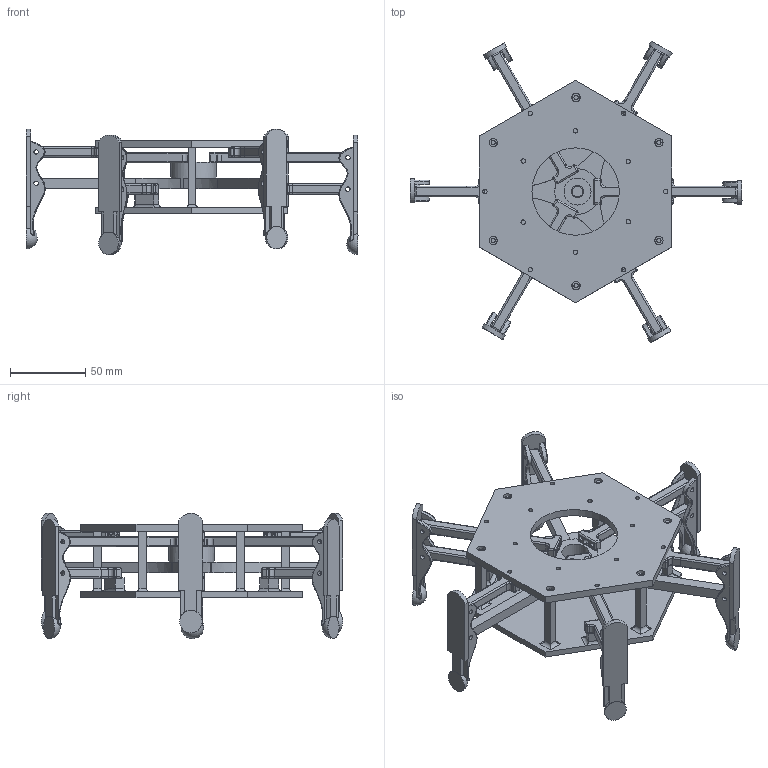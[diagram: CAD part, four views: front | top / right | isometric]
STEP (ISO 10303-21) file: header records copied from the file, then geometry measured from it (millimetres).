
FILE_DESCRIPTION(/* description */ (''),/* implementation_level */ '2;1');
FILE_NAME(/* name */ 'All legs components.step',/* time_stamp */ '2025-03-30T15:06:13+02:00',/* author */ (''),/* organization */ (''),/* preprocessor_version */ 'ST-DEVELOPER v20.1',/* originating_system */ 'Autodesk Translation Framework v14.4.0.0',/* authorisation */ '');
FILE_SCHEMA (('AUTOMOTIVE_DESIGN { 1 0 10303 214 3 1 1 }'));
Length unit declared in the file: millimetre
Products named in the file (7): All legs components; Lower Cage; Lower Cage Lid; Tri Link; Leg; Side Link; Control link
Assembly tree (18 placements, depth 2):
  All legs components
    Lower Cage
    Control link  x6
    Lower Cage Lid
    Side Link  x3
    Tri Link
    Leg  x6
Bounding box: 220.42 x 200.27 x 83.17 mm (x, y, z)
Volume: 208676.8 mm3; surface area: 124005.3 mm2
Topology: 18 solids, 18 shells, 1080 faces, 2667 edges, 1590 vertices
Faces by surface type: plane 408, cylinder 397, sphere 123, bspline 116, torus 36
Full cylindrical faces by diameter (mm): 2.839 x6, 2.892 x1, 2.894 x1, 2.895 x4, 2.896 x2, 2.898 x2, 2.899 x1, 2.9 x15, 2.902 x9, 2.906 x25, 3.491 x1, 3.495 x1, 3.496 x9, 3.499 x1, 5.494 x6, 6.993 x1, 8.121 x2, 14.997 x6, 17.931 x1, 30.139 x1, 57.994 x1
Entity records: 13248 total; most frequent: CARTESIAN_POINT 4601, DIRECTION 1807, ORIENTED_EDGE 1678, EDGE_CURVE 839, AXIS2_PLACEMENT_3D 677, VERTEX_POINT 516, LINE 453, VECTOR 453
